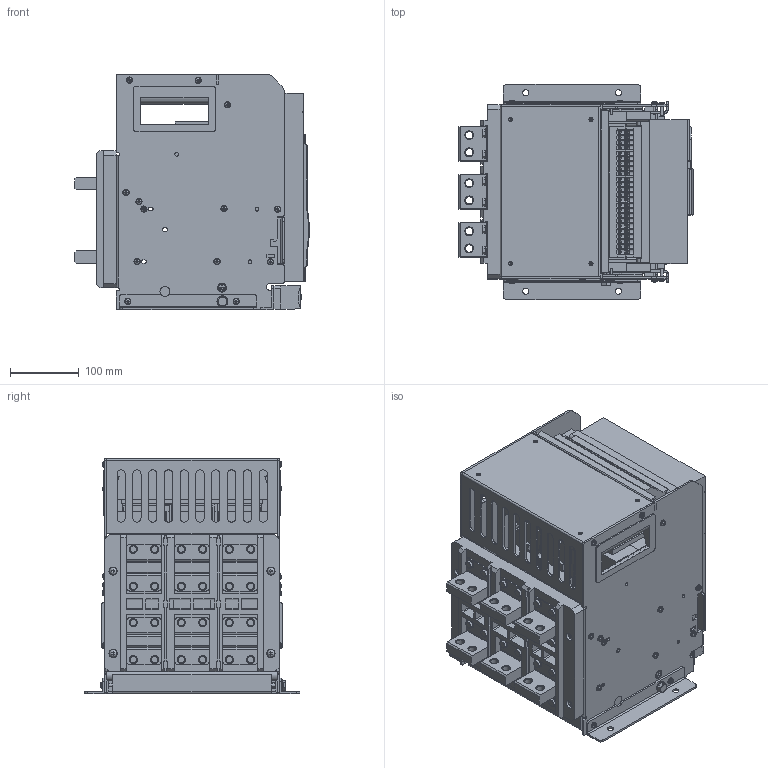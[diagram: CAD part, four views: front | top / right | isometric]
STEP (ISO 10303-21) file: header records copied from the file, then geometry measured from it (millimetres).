
FILE_DESCRIPTION(('STEP AP203'), '1');
FILE_NAME('14.01.03.2.000229 ESQ 臍99-40-0 3D M2C2S2 3H 1250_1', '', ('UNSPECIFIED'), ('UNSPECIFIED'), 'C3D Converter', 'C3D Toolkit', '');
FILE_SCHEMA(('CONFIG_CONTROL_DESIGN'));
Length unit declared in the file: millimetre
Products named in the file (1): 14.01.03.2.000229
Bounding box: 341.37 x 314 x 343.78 mm (x, y, z)
Volume: 5673353.9 mm3; surface area: 2054252 mm2
Topology: 173 solids, 173 shells, 4054 faces, 10283 edges, 6753 vertices
Faces by surface type: plane 2513, cylinder 802, bspline 258, extrusion 216, cone 126, torus 97, sphere 42
Full cylindrical faces by diameter (mm): 4 x26, 4.2 x4, 4.3 x28, 5 x11, 5.4 x8, 5.5 x70, 5.6 x2, 5.9 x1, 6 x34, 6.4 x24, 6.5 x32, 6.6 x4, 7 x2, 8 x27, 8.2 x4, 8.4 x4, 8.5 x2, 9 x34, 10.8 x12, 11 x2, 11.5 x6, 11.8 x1, 12 x34, 13 x1, 14.6 x3, 16 x2, 17 x1, 18 x2, 19 x1
Entity records: 170990 total; most frequent: CARTESIAN_POINT 42166, ORIENTED_EDGE 19350, DIRECTION 18023, EDGE_CURVE 9675, VERTEX_POINT 6922, VECTOR 6651, LINE 6435, AXIS2_PLACEMENT_3D 5686
